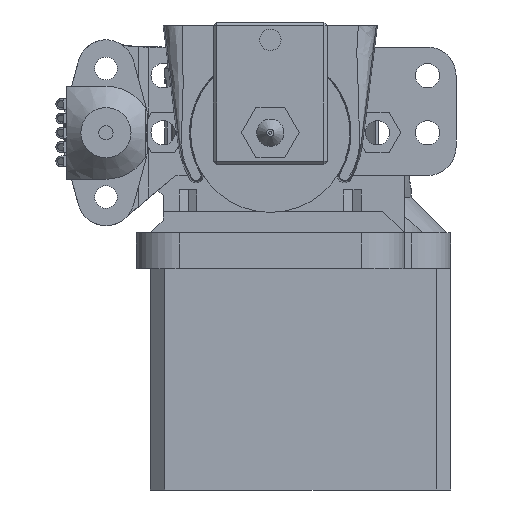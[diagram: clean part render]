
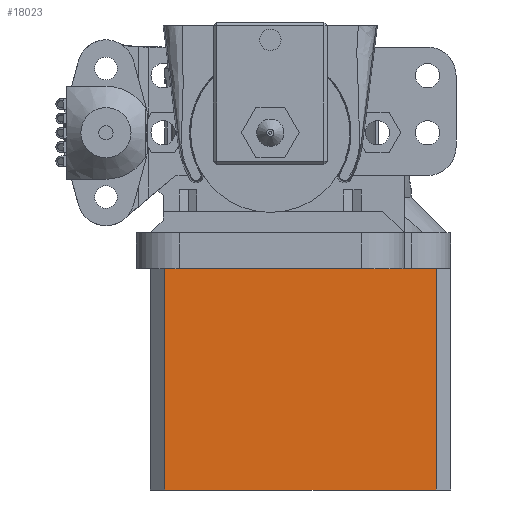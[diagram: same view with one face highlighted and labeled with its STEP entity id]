
A CAD part, front view. The second image highlights one B-rep face of the part: STEP entity #18023.
In plain terms, the highlighted planar face has unit normal (0, -1, 0).
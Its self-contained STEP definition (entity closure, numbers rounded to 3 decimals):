
#2534=FACE_OUTER_BOUND('',#3651,.T.);
#3651=EDGE_LOOP('',(#13435,#13436,#13437,#13438));
#5053=LINE('',#28595,#6410);
#5054=LINE('',#28598,#6411);
#5055=LINE('',#28600,#6412);
#5056=LINE('',#28601,#6413);
#6410=VECTOR('',#22058,31.);
#6411=VECTOR('',#22061,38.);
#6412=VECTOR('',#22062,38.);
#6413=VECTOR('',#22063,31.);
#7813=VERTEX_POINT('',#28591);
#7814=VERTEX_POINT('',#28593);
#7815=VERTEX_POINT('',#28597);
#7816=VERTEX_POINT('',#28599);
#9906=EDGE_CURVE('',#7813,#7814,#5053,.T.);
#9907=EDGE_CURVE('',#7815,#7813,#5054,.T.);
#9908=EDGE_CURVE('',#7816,#7814,#5055,.T.);
#9909=EDGE_CURVE('',#7815,#7816,#5056,.T.);
#13435=ORIENTED_EDGE('',*,*,#9907,.T.);
#13436=ORIENTED_EDGE('',*,*,#9906,.T.);
#13437=ORIENTED_EDGE('',*,*,#9908,.F.);
#13438=ORIENTED_EDGE('',*,*,#9909,.F.);
#17362=PLANE('',#19272);
#18023=ADVANCED_FACE('',(#2534),#17362,.T.);
#19272=AXIS2_PLACEMENT_3D('',#28596,#22059,#22060);
#22058=DIRECTION('',(0.,0.,1.));
#22059=DIRECTION('center_axis',(0.,-1.,0.));
#22060=DIRECTION('ref_axis',(1.,0.,0.));
#22061=DIRECTION('',(1.,0.,0.));
#22062=DIRECTION('',(1.,0.,0.));
#22063=DIRECTION('',(0.,0.,1.));
#28591=CARTESIAN_POINT('',(17.992,-16.078,0.));
#28593=CARTESIAN_POINT('',(17.992,-16.078,31.));
#28595=CARTESIAN_POINT('',(17.992,-16.078,0.));
#28596=CARTESIAN_POINT('Origin',(-20.008,-16.078,0.));
#28597=CARTESIAN_POINT('',(-20.008,-16.078,0.));
#28598=CARTESIAN_POINT('',(-20.008,-16.078,0.));
#28599=CARTESIAN_POINT('',(-20.008,-16.078,31.));
#28600=CARTESIAN_POINT('',(-20.008,-16.078,31.));
#28601=CARTESIAN_POINT('',(-20.008,-16.078,0.));
